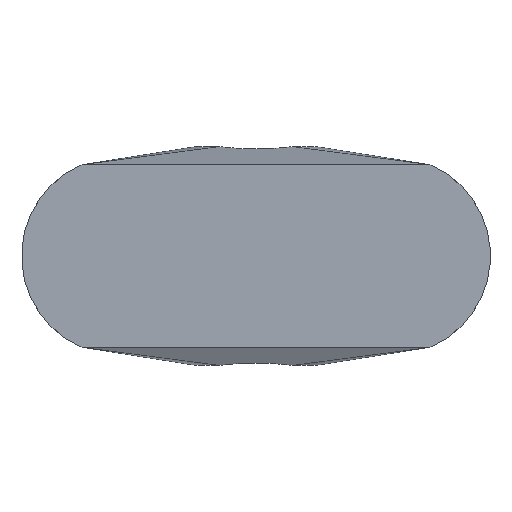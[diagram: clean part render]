
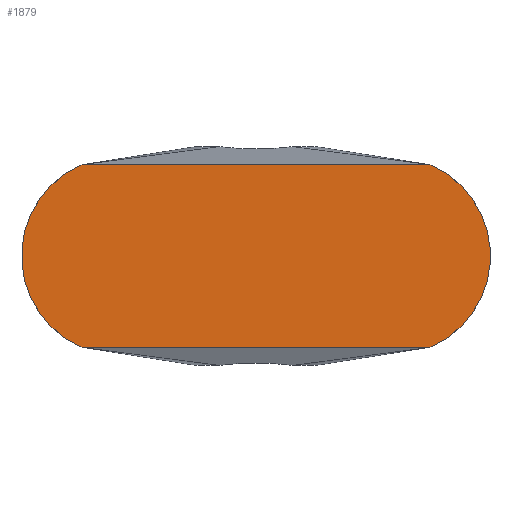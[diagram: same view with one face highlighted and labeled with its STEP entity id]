
A CAD part, front view. The second image highlights one B-rep face of the part: STEP entity #1879.
In plain terms, the highlighted planar face has unit normal (0, -1, 0).
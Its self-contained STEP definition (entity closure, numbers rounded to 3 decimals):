
#56 = DIRECTION ( 'NONE',  ( 0., 0., 1. ) ) ;
#205 = VECTOR ( 'NONE', #1323, 1000. ) ;
#296 = ORIENTED_EDGE ( 'NONE', *, *, #4396, .T. ) ;
#304 = CARTESIAN_POINT ( 'NONE',  ( 18.172, -35.712, -9.525 ) ) ;
#390 = DIRECTION ( 'NONE',  ( 0., 0., 1. ) ) ;
#656 = DIRECTION ( 'NONE',  ( 0., -1., 0. ) ) ;
#658 = VERTEX_POINT ( 'NONE', #4118 ) ;
#786 = EDGE_LOOP ( 'NONE', ( #296, #6359, #2446, #7209, #3657, #4636, #6508, #3057 ) ) ;
#1094 = AXIS2_PLACEMENT_3D ( 'NONE', #2603, #1330, #56 ) ;
#1323 = DIRECTION ( 'NONE',  ( 1., 0., 0. ) ) ;
#1330 = DIRECTION ( 'NONE',  ( 0., -1., 0. ) ) ;
#1334 = VERTEX_POINT ( 'NONE', #1910 ) ;
#1564 = AXIS2_PLACEMENT_3D ( 'NONE', #1765, #6241, #2392 ) ;
#1632 = CARTESIAN_POINT ( 'NONE',  ( 18.172, -35.712, 9.525 ) ) ;
#1669 = EDGE_CURVE ( 'NONE', #658, #5394, #6434, .T. ) ;
#1765 = CARTESIAN_POINT ( 'NONE',  ( -14.111, -35.712, 0. ) ) ;
#1805 = AXIS2_PLACEMENT_3D ( 'NONE', #2980, #7479, #3618 ) ;
#1879 = ADVANCED_FACE ( 'NONE', ( #4595 ), #2828, .T. ) ;
#1910 = CARTESIAN_POINT ( 'NONE',  ( -18.691, -35.712, 9.337 ) ) ;
#2010 = CARTESIAN_POINT ( 'NONE',  ( 18.691, -35.712, 9.337 ) ) ;
#2079 = CIRCLE ( 'NONE', #2298, 2.54 ) ;
#2298 = AXIS2_PLACEMENT_3D ( 'NONE', #6354, #2502, #7016 ) ;
#2367 = VERTEX_POINT ( 'NONE', #1632 ) ;
#2392 = DIRECTION ( 'NONE',  ( 0., 0., 1. ) ) ;
#2446 = ORIENTED_EDGE ( 'NONE', *, *, #6253, .T. ) ;
#2502 = DIRECTION ( 'NONE',  ( 0., -1., 0. ) ) ;
#2548 = VERTEX_POINT ( 'NONE', #6819 ) ;
#2603 = CARTESIAN_POINT ( 'NONE',  ( 14.111, -35.712, 0. ) ) ;
#2828 = PLANE ( 'NONE',  #8088 ) ;
#2980 = CARTESIAN_POINT ( 'NONE',  ( -17.572, -35.712, -7.057 ) ) ;
#3057 = ORIENTED_EDGE ( 'NONE', *, *, #7440, .T. ) ;
#3292 = VECTOR ( 'NONE', #6039, 1000. ) ;
#3503 = CIRCLE ( 'NONE', #6403, 2.54 ) ;
#3618 = DIRECTION ( 'NONE',  ( 0., 0., 1. ) ) ;
#3653 = DIRECTION ( 'NONE',  ( 0., -1., 0. ) ) ;
#3657 = ORIENTED_EDGE ( 'NONE', *, *, #4364, .T. ) ;
#3739 = VERTEX_POINT ( 'NONE', #304 ) ;
#4103 = LINE ( 'NONE', #4743, #3292 ) ;
#4118 = CARTESIAN_POINT ( 'NONE',  ( 18.691, -35.712, -9.337 ) ) ;
#4207 = DIRECTION ( 'NONE',  ( 0., -1., 0. ) ) ;
#4364 = EDGE_CURVE ( 'NONE', #2548, #1334, #2079, .T. ) ;
#4396 = EDGE_CURVE ( 'NONE', #3739, #658, #4571, .T. ) ;
#4432 = CARTESIAN_POINT ( 'NONE',  ( -18.691, -35.712, -9.337 ) ) ;
#4462 = CARTESIAN_POINT ( 'NONE',  ( 17.572, -35.712, -7.057 ) ) ;
#4562 = CARTESIAN_POINT ( 'NONE',  ( -18.172, -35.712, -9.525 ) ) ;
#4571 = CIRCLE ( 'NONE', #6165, 2.54 ) ;
#4595 = FACE_OUTER_BOUND ( 'NONE', #786, .T. ) ;
#4636 = ORIENTED_EDGE ( 'NONE', *, *, #6296, .T. ) ;
#4743 = CARTESIAN_POINT ( 'NONE',  ( 18.172, -35.712, 9.525 ) ) ;
#5068 = EDGE_CURVE ( 'NONE', #5159, #7983, #6811, .T. ) ;
#5106 = DIRECTION ( 'NONE',  ( 0., 0., 1. ) ) ;
#5159 = VERTEX_POINT ( 'NONE', #4432 ) ;
#5394 = VERTEX_POINT ( 'NONE', #2010 ) ;
#5569 = EDGE_CURVE ( 'NONE', #2367, #2548, #4103, .T. ) ;
#6039 = DIRECTION ( 'NONE',  ( -1., 0., 0. ) ) ;
#6165 = AXIS2_PLACEMENT_3D ( 'NONE', #4462, #656, #5106 ) ;
#6241 = DIRECTION ( 'NONE',  ( 0., -1., 0. ) ) ;
#6253 = EDGE_CURVE ( 'NONE', #5394, #2367, #3503, .T. ) ;
#6296 = EDGE_CURVE ( 'NONE', #1334, #5159, #7873, .T. ) ;
#6354 = CARTESIAN_POINT ( 'NONE',  ( -17.572, -35.712, 7.057 ) ) ;
#6359 = ORIENTED_EDGE ( 'NONE', *, *, #1669, .T. ) ;
#6403 = AXIS2_PLACEMENT_3D ( 'NONE', #7517, #3653, #8138 ) ;
#6434 = CIRCLE ( 'NONE', #1094, 10.4 ) ;
#6508 = ORIENTED_EDGE ( 'NONE', *, *, #5068, .T. ) ;
#6811 = CIRCLE ( 'NONE', #1805, 2.54 ) ;
#6819 = CARTESIAN_POINT ( 'NONE',  ( -18.172, -35.712, 9.525 ) ) ;
#7016 = DIRECTION ( 'NONE',  ( 0., 0., 1. ) ) ;
#7209 = ORIENTED_EDGE ( 'NONE', *, *, #5569, .T. ) ;
#7440 = EDGE_CURVE ( 'NONE', #7983, #3739, #7464, .T. ) ;
#7464 = LINE ( 'NONE', #4562, #205 ) ;
#7479 = DIRECTION ( 'NONE',  ( 0., -1., 0. ) ) ;
#7517 = CARTESIAN_POINT ( 'NONE',  ( 17.572, -35.712, 7.057 ) ) ;
#7851 = CARTESIAN_POINT ( 'NONE',  ( -18.172, -35.712, -9.525 ) ) ;
#7873 = CIRCLE ( 'NONE', #1564, 10.4 ) ;
#7983 = VERTEX_POINT ( 'NONE', #7851 ) ;
#8037 = CARTESIAN_POINT ( 'NONE',  ( 17.572, -35.712, -7.057 ) ) ;
#8088 = AXIS2_PLACEMENT_3D ( 'NONE', #8037, #4207, #390 ) ;
#8138 = DIRECTION ( 'NONE',  ( 0., 0., 1. ) ) ;
